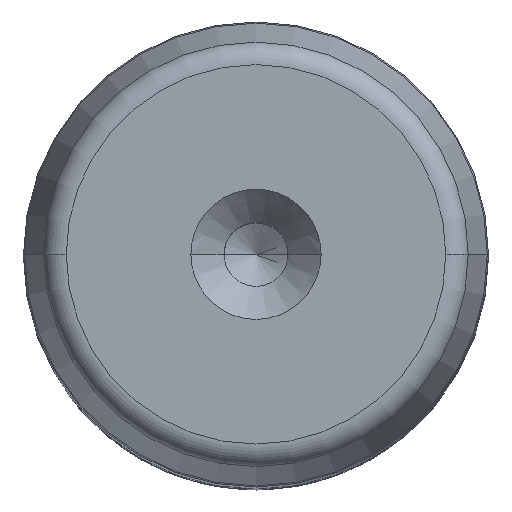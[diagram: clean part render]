
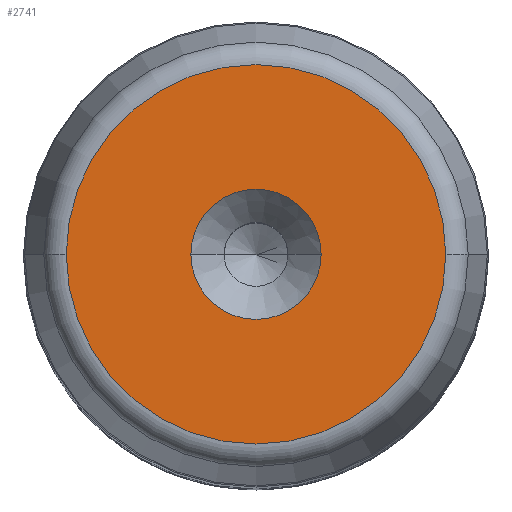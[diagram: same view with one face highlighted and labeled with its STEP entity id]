
A CAD part, top view. The second image highlights one B-rep face of the part: STEP entity #2741.
In plain terms, the highlighted planar face has unit normal (0, 0, 1).
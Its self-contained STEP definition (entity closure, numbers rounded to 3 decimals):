
#10 = FACE_OUTER_BOUND ( 'NONE', #1444, .T. ) ;
#120 = CARTESIAN_POINT ( 'NONE',  ( 0., 0., 160. ) ) ;
#137 = DIRECTION ( 'NONE',  ( 0., 0., 1. ) ) ;
#322 = ORIENTED_EDGE ( 'NONE', *, *, #927, .F. ) ;
#341 = FACE_BOUND ( 'NONE', #1804, .T. ) ;
#380 = DIRECTION ( 'NONE',  ( 1., 0., 0. ) ) ;
#523 = CIRCLE ( 'NONE', #1047, 16.322 ) ;
#530 = EDGE_CURVE ( 'NONE', #3065, #975, #523, .T. ) ;
#585 = DIRECTION ( 'NONE',  ( 0., 0., 1. ) ) ;
#817 = CARTESIAN_POINT ( 'NONE',  ( -5.6, 0., 160. ) ) ;
#927 = EDGE_CURVE ( 'NONE', #2002, #1589, #1715, .T. ) ;
#934 = CARTESIAN_POINT ( 'NONE',  ( 0., 0., 160. ) ) ;
#975 = VERTEX_POINT ( 'NONE', #2208 ) ;
#1047 = AXIS2_PLACEMENT_3D ( 'NONE', #2265, #1329, #380 ) ;
#1329 = DIRECTION ( 'NONE',  ( 0., 0., 1. ) ) ;
#1408 = CARTESIAN_POINT ( 'NONE',  ( 0., 0., 160. ) ) ;
#1444 = EDGE_LOOP ( 'NONE', ( #2744, #3101 ) ) ;
#1447 = ORIENTED_EDGE ( 'NONE', *, *, #2833, .F. ) ;
#1535 = AXIS2_PLACEMENT_3D ( 'NONE', #934, #1917, #2922 ) ;
#1576 = PLANE ( 'NONE',  #1643 ) ;
#1589 = VERTEX_POINT ( 'NONE', #2071 ) ;
#1643 = AXIS2_PLACEMENT_3D ( 'NONE', #120, #137, #1799 ) ;
#1715 = CIRCLE ( 'NONE', #1535, 5.6 ) ;
#1740 = EDGE_CURVE ( 'NONE', #975, #3065, #2128, .T. ) ;
#1759 = AXIS2_PLACEMENT_3D ( 'NONE', #1408, #2869, #2106 ) ;
#1799 = DIRECTION ( 'NONE',  ( 1., 0., 0. ) ) ;
#1804 = EDGE_LOOP ( 'NONE', ( #1447, #322 ) ) ;
#1826 = CIRCLE ( 'NONE', #3001, 5.6 ) ;
#1917 = DIRECTION ( 'NONE',  ( 0., 0., 1. ) ) ;
#2002 = VERTEX_POINT ( 'NONE', #817 ) ;
#2039 = DIRECTION ( 'NONE',  ( 1., 0., 0. ) ) ;
#2071 = CARTESIAN_POINT ( 'NONE',  ( 5.6, 0., 160. ) ) ;
#2106 = DIRECTION ( 'NONE',  ( 1., 0., 0. ) ) ;
#2128 = CIRCLE ( 'NONE', #1759, 16.322 ) ;
#2208 = CARTESIAN_POINT ( 'NONE',  ( 16.322, 0., 160. ) ) ;
#2210 = CARTESIAN_POINT ( 'NONE',  ( -16.322, 0., 160. ) ) ;
#2265 = CARTESIAN_POINT ( 'NONE',  ( 0., 0., 160. ) ) ;
#2310 = CARTESIAN_POINT ( 'NONE',  ( 0., 0., 160. ) ) ;
#2741 = ADVANCED_FACE ( 'NONE', ( #10, #341 ), #1576, .T. ) ;
#2744 = ORIENTED_EDGE ( 'NONE', *, *, #1740, .T. ) ;
#2833 = EDGE_CURVE ( 'NONE', #1589, #2002, #1826, .T. ) ;
#2869 = DIRECTION ( 'NONE',  ( 0., 0., 1. ) ) ;
#2922 = DIRECTION ( 'NONE',  ( 1., 0., 0. ) ) ;
#3001 = AXIS2_PLACEMENT_3D ( 'NONE', #2310, #585, #2039 ) ;
#3065 = VERTEX_POINT ( 'NONE', #2210 ) ;
#3101 = ORIENTED_EDGE ( 'NONE', *, *, #530, .T. ) ;
